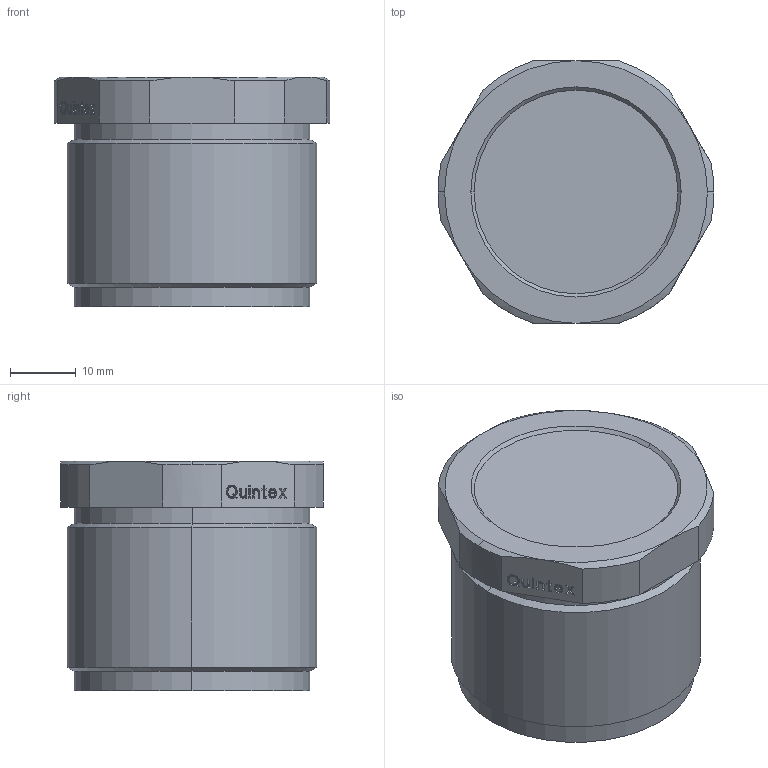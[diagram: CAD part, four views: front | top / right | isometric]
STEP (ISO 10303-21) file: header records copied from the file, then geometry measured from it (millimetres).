
FILE_DESCRIPTION(('Creo Elements/Direct Modeling STEP Export'),'2;1');
FILE_NAME('1035_Gewindehülse_M36x1,5.stp','2017-07-20T 9:58:16',(''),(''),'Creo Elements/Direct Modeling STEP processor for AP214 (Solid Model)','Creo Elements/Direct Modeling 18.1E 22-Nov-2013 (C) Parametric Technology GmbH','');
FILE_SCHEMA(('AUTOMOTIVE_DESIGN { 1 0 10303 214 1 1 1 1 }'));
Length unit declared in the file: millimetre
Products named in the file (1): Gewindehülse
Bounding box: 42 x 40 x 35 mm (x, y, z)
Volume: 39688.4 mm3; surface area: 7198.5 mm2
Topology: 1 solids, 1 shells, 470 faces, 1320 edges, 876 vertices
Faces by surface type: plane 442, cone 16, cylinder 12
Entity records: 14852 total; most frequent: CARTESIAN_POINT 2777, ORIENTED_EDGE 2640, DIRECTION 2226, EDGE_CURVE 1320, VECTOR 1264, LINE 1264, VERTEX_POINT 876, EDGE_LOOP 494
